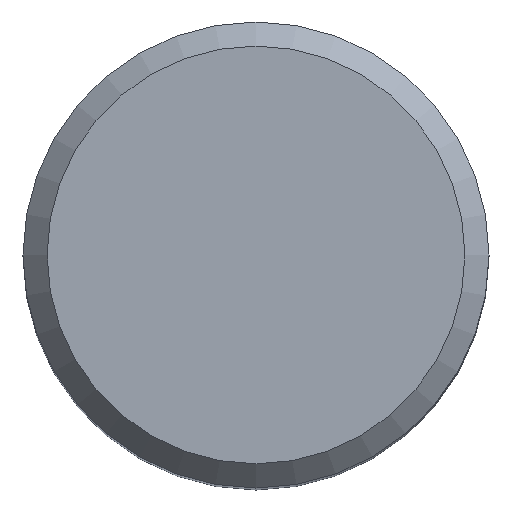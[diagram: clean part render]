
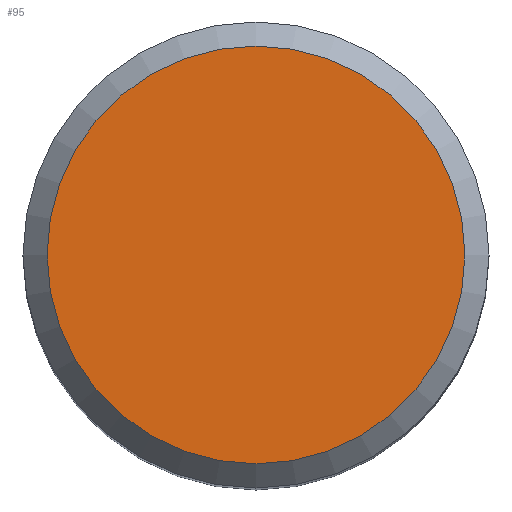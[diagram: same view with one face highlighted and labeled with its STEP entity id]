
A CAD part, top view. The second image highlights one B-rep face of the part: STEP entity #95.
In plain terms, the highlighted planar face has unit normal (0, 0, 1).
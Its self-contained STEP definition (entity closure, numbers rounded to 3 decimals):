
#95=ADVANCED_FACE('',(#122),#115,.T.);
#115=PLANE('',#276);
#122=FACE_OUTER_BOUND('',#126,.T.);
#126=EDGE_LOOP('',(#162));
#162=ORIENTED_EDGE('',*,*,#216,.T.);
#198=VERTEX_POINT('',#397);
#216=EDGE_CURVE('',#198,#198,#234,.T.);
#234=CIRCLE('',#275,8.965);
#275=AXIS2_PLACEMENT_3D('',#396,#319,#320);
#276=AXIS2_PLACEMENT_3D('',#398,#321,#322);
#319=DIRECTION('',(0.,0.,1.));
#320=DIRECTION('',(1.,0.,0.));
#321=DIRECTION('',(0.,0.,1.));
#322=DIRECTION('',(1.,0.,0.));
#396=CARTESIAN_POINT('',(0.,0.,50.));
#397=CARTESIAN_POINT('',(8.965,0.,50.));
#398=CARTESIAN_POINT('',(0.,0.,50.));
